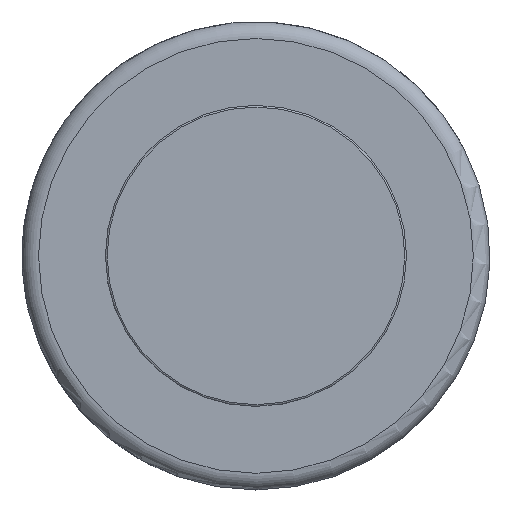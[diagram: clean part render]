
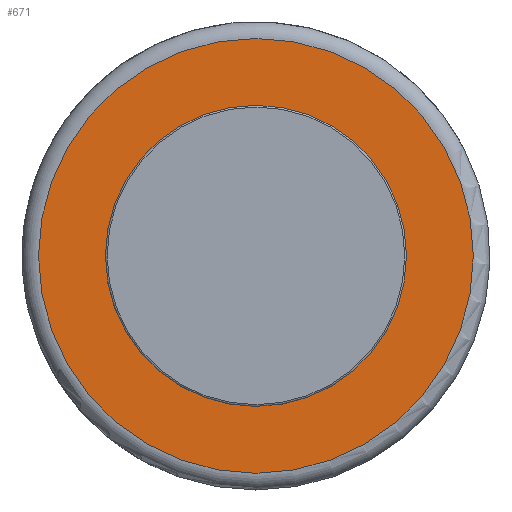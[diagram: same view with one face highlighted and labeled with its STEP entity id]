
A CAD part, left-side view. The second image highlights one B-rep face of the part: STEP entity #671.
In plain terms, the highlighted planar face has unit normal (-1, 0, 0).
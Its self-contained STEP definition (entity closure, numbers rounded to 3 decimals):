
#148=FACE_BOUND('',#208,.T.);
#162=FACE_OUTER_BOUND('',#207,.T.);
#207=EDGE_LOOP('',(#486));
#208=EDGE_LOOP('',(#487));
#259=CIRCLE('',#753,6.5);
#261=CIRCLE('',#756,4.5);
#296=VERTEX_POINT('',#1114);
#297=VERTEX_POINT('',#1118);
#366=EDGE_CURVE('',#296,#296,#259,.T.);
#368=EDGE_CURVE('',#297,#297,#261,.T.);
#486=ORIENTED_EDGE('',*,*,#366,.F.);
#487=ORIENTED_EDGE('',*,*,#368,.F.);
#616=PLANE('',#755);
#671=ADVANCED_FACE('',(#162,#148),#616,.T.);
#753=AXIS2_PLACEMENT_3D('',#1115,#894,#895);
#755=AXIS2_PLACEMENT_3D('',#1117,#898,#899);
#756=AXIS2_PLACEMENT_3D('',#1119,#900,#901);
#894=DIRECTION('center_axis',(1.,0.,0.));
#895=DIRECTION('ref_axis',(0.,-0.707,-0.707));
#898=DIRECTION('center_axis',(-1.,0.,0.));
#899=DIRECTION('ref_axis',(0.,0.707,0.707));
#900=DIRECTION('center_axis',(-1.,0.,0.));
#901=DIRECTION('ref_axis',(0.,0.,-1.));
#1114=CARTESIAN_POINT('',(0.,19.434,4.235));
#1115=CARTESIAN_POINT('Origin',(0.,19.434,10.735));
#1117=CARTESIAN_POINT('Origin',(0.,19.434,10.735));
#1118=CARTESIAN_POINT('',(0.,19.434,6.235));
#1119=CARTESIAN_POINT('Origin',(0.,19.434,10.735));
